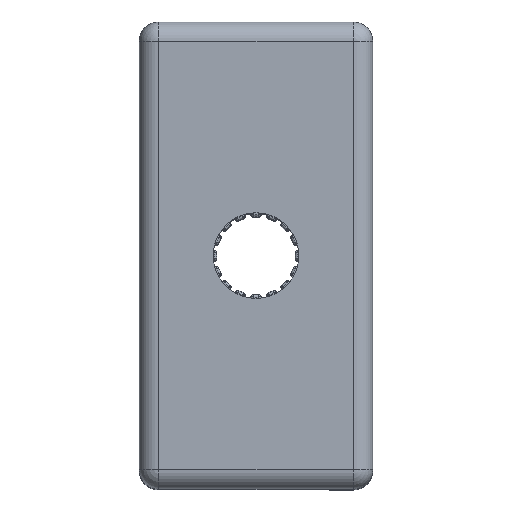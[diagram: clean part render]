
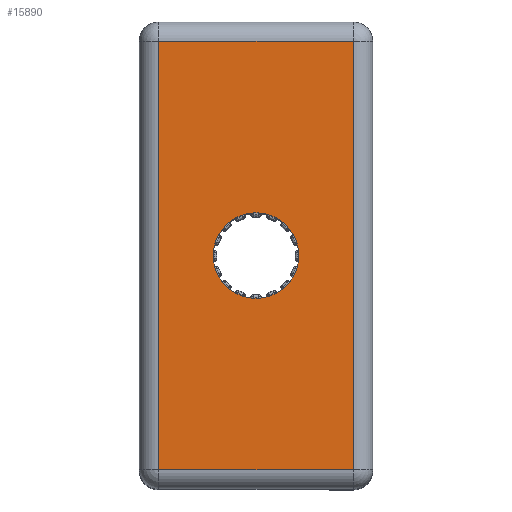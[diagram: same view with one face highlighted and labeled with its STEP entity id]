
A CAD part, top view. The second image highlights one B-rep face of the part: STEP entity #15890.
In plain terms, the highlighted planar face has unit normal (0, 0, 1).
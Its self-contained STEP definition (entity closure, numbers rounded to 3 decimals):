
#742=FACE_BOUND('',#2221,.T.);
#874=PLANE('',#17239);
#1185=FACE_OUTER_BOUND('',#2220,.T.);
#2220=EDGE_LOOP('',(#11469,#11470,#11471,#11472));
#2221=EDGE_LOOP('',(#11473));
#3479=LINE('',#25700,#4438);
#3481=LINE('',#25708,#4440);
#3483=LINE('',#25718,#4442);
#3485=LINE('',#25727,#4444);
#4438=VECTOR('',#20322,10.);
#4440=VECTOR('',#20330,10.);
#4442=VECTOR('',#20342,10.);
#4444=VECTOR('',#20354,10.);
#5124=CIRCLE('',#17211,5.5);
#6614=VERTEX_POINT('',#25690);
#6617=VERTEX_POINT('',#25697);
#6618=VERTEX_POINT('',#25699);
#6621=VERTEX_POINT('',#25707);
#6624=VERTEX_POINT('',#25717);
#8284=EDGE_CURVE('',#6614,#6614,#5124,.T.);
#8288=EDGE_CURVE('',#6617,#6618,#3479,.T.);
#8292=EDGE_CURVE('',#6618,#6621,#3481,.T.);
#8297=EDGE_CURVE('',#6621,#6624,#3483,.T.);
#8302=EDGE_CURVE('',#6624,#6617,#3485,.T.);
#11469=ORIENTED_EDGE('',*,*,#8288,.F.);
#11470=ORIENTED_EDGE('',*,*,#8302,.F.);
#11471=ORIENTED_EDGE('',*,*,#8297,.F.);
#11472=ORIENTED_EDGE('',*,*,#8292,.F.);
#11473=ORIENTED_EDGE('',*,*,#8284,.T.);
#15890=ADVANCED_FACE('',(#1185,#742),#874,.T.);
#17211=AXIS2_PLACEMENT_3D('',#25691,#20313,#20314);
#17239=AXIS2_PLACEMENT_3D('',#25753,#20385,#20386);
#20313=DIRECTION('center_axis',(0.,0.,-1.));
#20314=DIRECTION('ref_axis',(1.,0.,0.));
#20322=DIRECTION('',(0.,-1.,0.));
#20330=DIRECTION('',(-1.,0.,0.));
#20342=DIRECTION('',(0.,1.,0.));
#20354=DIRECTION('',(1.,0.,0.));
#20385=DIRECTION('center_axis',(0.,0.,1.));
#20386=DIRECTION('ref_axis',(1.,0.,0.));
#25690=CARTESIAN_POINT('',(-5.5,0.,3.));
#25691=CARTESIAN_POINT('Origin',(0.,0.,3.));
#25697=CARTESIAN_POINT('',(12.5,27.5,3.));
#25699=CARTESIAN_POINT('',(12.5,-27.5,3.));
#25700=CARTESIAN_POINT('',(12.5,15.,3.));
#25707=CARTESIAN_POINT('',(-12.5,-27.5,3.));
#25708=CARTESIAN_POINT('',(7.5,-27.5,3.));
#25717=CARTESIAN_POINT('',(-12.5,27.5,3.));
#25718=CARTESIAN_POINT('',(-12.5,-15.,3.));
#25727=CARTESIAN_POINT('',(-7.5,27.5,3.));
#25753=CARTESIAN_POINT('Origin',(0.,0.,
3.));
